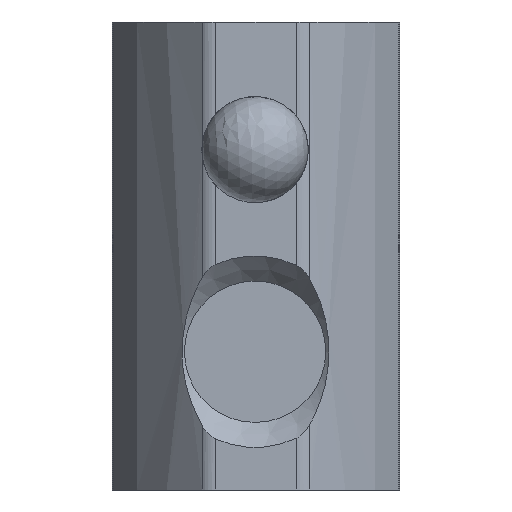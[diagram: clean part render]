
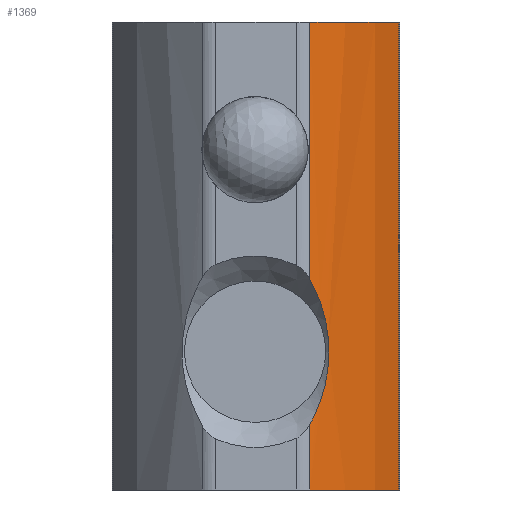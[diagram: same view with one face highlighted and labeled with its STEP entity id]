
A CAD part, front view. The second image highlights one B-rep face of the part: STEP entity #1369.
In plain terms, the highlighted cylindrical face has radius 15 mm (diameter 30 mm), a partial arc.
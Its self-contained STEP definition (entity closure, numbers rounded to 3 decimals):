
#38=B_SPLINE_CURVE_WITH_KNOTS('',3,(#2474,#2475,#2476,#2477,#2478,#2479,
#2480,#2481,#2482,#2483,#2484,#2485,#2486,#2487),.UNSPECIFIED.,.F.,.F.,
(4,2,2,2,2,2,4),(1.541,1.618,1.755,1.891,
2.027,2.164,2.241),.UNSPECIFIED.);
#150=LINE('',#2520,#248);
#151=LINE('',#2524,#249);
#152=LINE('',#2527,#250);
#248=VECTOR('',#2015,3.092);
#249=VECTOR('',#2018,22.);
#250=VECTOR('',#2021,12.092);
#300=CYLINDRICAL_SURFACE('',#1647,15.);
#368=FACE_OUTER_BOUND('',#451,.T.);
#451=EDGE_LOOP('',(#1144,#1145,#1146,#1147,#1148,#1149));
#533=CIRCLE('',#1648,15.);
#534=CIRCLE('',#1649,15.);
#641=VERTEX_POINT('',#2462);
#642=VERTEX_POINT('',#2473);
#646=VERTEX_POINT('',#2519);
#647=VERTEX_POINT('',#2521);
#648=VERTEX_POINT('',#2523);
#649=VERTEX_POINT('',#2525);
#818=EDGE_CURVE('',#642,#641,#38,.T.);
#823=EDGE_CURVE('',#646,#641,#150,.T.);
#824=EDGE_CURVE('',#646,#647,#533,.T.);
#825=EDGE_CURVE('',#647,#648,#151,.T.);
#826=EDGE_CURVE('',#648,#649,#534,.T.);
#827=EDGE_CURVE('',#642,#649,#152,.T.);
#1144=ORIENTED_EDGE('',*,*,#818,.T.);
#1145=ORIENTED_EDGE('',*,*,#823,.F.);
#1146=ORIENTED_EDGE('',*,*,#824,.T.);
#1147=ORIENTED_EDGE('',*,*,#825,.T.);
#1148=ORIENTED_EDGE('',*,*,#826,.T.);
#1149=ORIENTED_EDGE('',*,*,#827,.F.);
#1369=ADVANCED_FACE('',(#368),#300,.T.);
#1647=AXIS2_PLACEMENT_3D('',#2518,#2013,#2014);
#1648=AXIS2_PLACEMENT_3D('',#2522,#2016,#2017);
#1649=AXIS2_PLACEMENT_3D('',#2526,#2019,#2020);
#2013=DIRECTION('center_axis',(0.,0.,1.));
#2014=DIRECTION('ref_axis',(0.616,-0.788,0.));
#2015=DIRECTION('',(0.,0.,1.));
#2016=DIRECTION('center_axis',(0.,0.,1.));
#2017=DIRECTION('ref_axis',(0.616,-0.788,0.));
#2018=DIRECTION('',(0.,0.,1.));
#2019=DIRECTION('center_axis',(0.,0.,-1.));
#2020=DIRECTION('ref_axis',(0.616,-0.788,0.));
#2021=DIRECTION('',(0.,0.,1.));
#2462=CARTESIAN_POINT('',(5.651,0.719,3.092));
#2473=CARTESIAN_POINT('',(5.651,0.719,9.908));
#2474=CARTESIAN_POINT('Ctrl Pts',(5.651,0.719,9.908));
#2475=CARTESIAN_POINT('Ctrl Pts',(5.773,0.82,9.689));
#2476=CARTESIAN_POINT('Ctrl Pts',(5.883,0.913,9.465));
#2477=CARTESIAN_POINT('Ctrl Pts',(6.149,1.145,8.845));
#2478=CARTESIAN_POINT('Ctrl Pts',(6.299,1.283,8.391));
#2479=CARTESIAN_POINT('Ctrl Pts',(6.499,1.47,7.445));
#2480=CARTESIAN_POINT('Ctrl Pts',(6.547,1.518,6.954));
#2481=CARTESIAN_POINT('Ctrl Pts',(6.547,1.518,6.046));
#2482=CARTESIAN_POINT('Ctrl Pts',(6.499,1.47,5.555));
#2483=CARTESIAN_POINT('Ctrl Pts',(6.299,1.283,4.609));
#2484=CARTESIAN_POINT('Ctrl Pts',(6.149,1.145,4.155));
#2485=CARTESIAN_POINT('Ctrl Pts',(5.883,0.913,3.535));
#2486=CARTESIAN_POINT('Ctrl Pts',(5.773,0.82,3.311));
#2487=CARTESIAN_POINT('Ctrl Pts',(5.651,0.719,3.092));
#2518=CARTESIAN_POINT('Origin',(-3.87,12.31,0.));
#2519=CARTESIAN_POINT('',(5.651,0.719,0.));
#2520=CARTESIAN_POINT('',(5.651,0.719,0.));
#2521=CARTESIAN_POINT('',(9.823,6.188,0.));
#2522=CARTESIAN_POINT('Origin',(-3.87,12.31,0.));
#2523=CARTESIAN_POINT('',(9.823,6.188,22.));
#2524=CARTESIAN_POINT('',(9.823,6.188,0.));
#2525=CARTESIAN_POINT('',(5.651,0.719,22.));
#2526=CARTESIAN_POINT('Origin',(-3.87,12.31,22.));
#2527=CARTESIAN_POINT('',(5.651,0.719,9.908));
